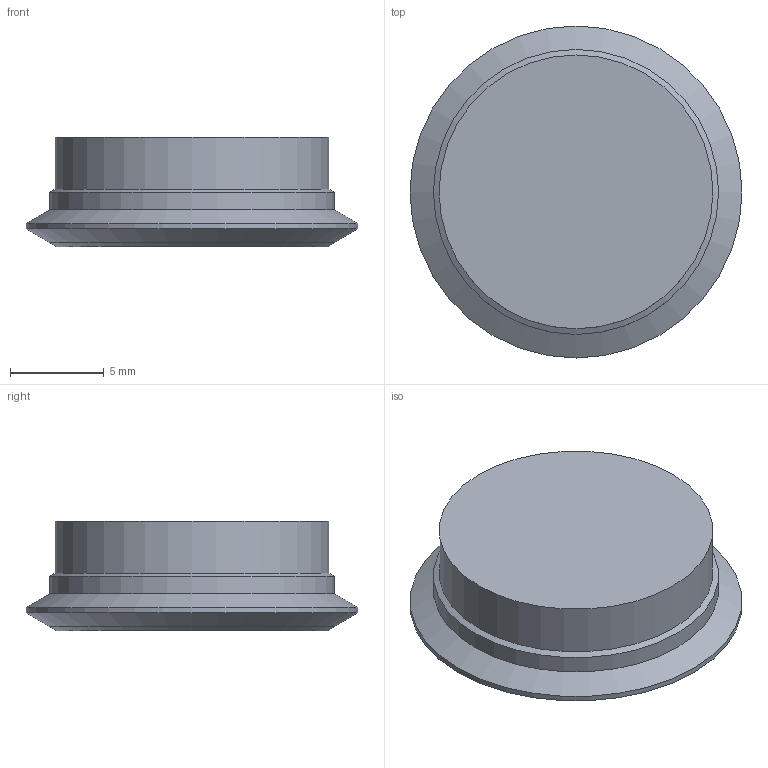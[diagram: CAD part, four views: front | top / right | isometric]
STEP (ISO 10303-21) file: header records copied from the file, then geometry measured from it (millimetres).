
FILE_DESCRIPTION(/* description */ ('3-D model version:1'),/* implementation_level */ '2;1');
FILE_NAME(/* name */ '327R09-18 11UN-TH 1025',/* time_stamp */ '2015-10-28T13:52:27+01:00',/* author */ ('InteractiveCad'),/* organization */ ('AB Sandvik Coromant'),/* preprocessor_version */ 'ST-DEVELOPER v15',/* originating_system */ 'SIEMENS PLM Software NX 8.5',/* authorisation */ '');
FILE_SCHEMA (('AP203_CONFIGURATION_CONTROLLED_3D_DESIGN_OF_MECHANICAL_PARTS_AND_ASSEMBLIES_MIM_LF { 1 0 10303 403 2 1 2}'));
Length unit declared in the file: millimetre
Products named in the file (1): 327R09_18_11UN_TH_SIM
Bounding box: 17.7 x 17.7 x 5.85 mm (x, y, z)
Volume: 1083.2 mm3; surface area: 870.7 mm2
Topology: 2 solids, 2 shells, 10 faces, 21 edges, 13 vertices
Faces by surface type: cone 4, cylinder 4, plane 2
Full cylindrical faces by diameter (mm): 14.6 x1, 15.2 x2, 17.7 x1
Entity records: 298 total; most frequent: DIRECTION 40, CARTESIAN_POINT 29, AXIS2_PLACEMENT_3D 20, EDGE_LOOP 18, ORIENTED_EDGE 18, FACE_BOUND 16, ADVANCED_FACE 10, VERTEX_POINT 9
